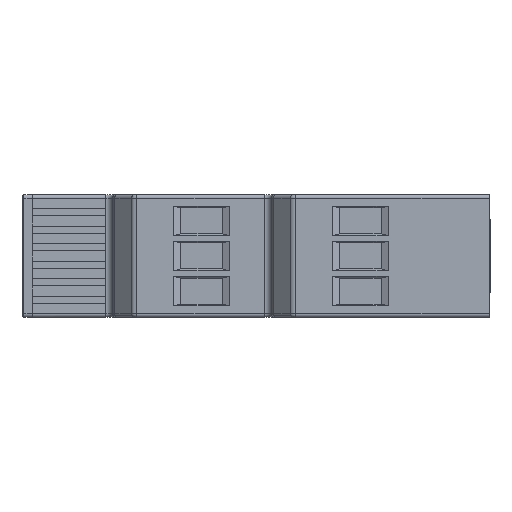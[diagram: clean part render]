
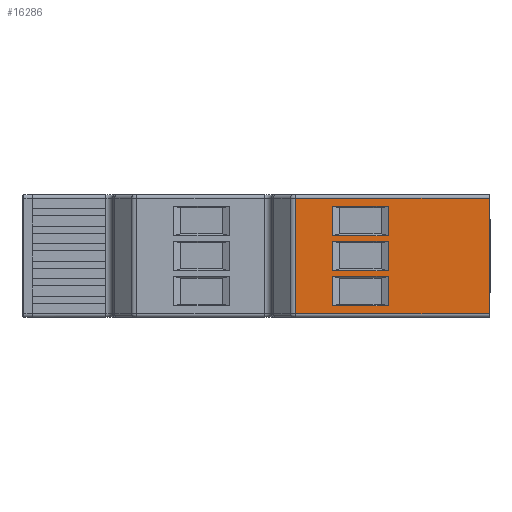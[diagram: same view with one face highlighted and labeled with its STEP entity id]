
A CAD part, left-side view. The second image highlights one B-rep face of the part: STEP entity #16286.
In plain terms, the highlighted planar face has unit normal (-1, 0, 0).
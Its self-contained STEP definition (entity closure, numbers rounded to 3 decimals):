
#121 = DIRECTION ( 'NONE',  ( 0., 1., 0. ) ) ;
#130 = CARTESIAN_POINT ( 'NONE',  ( -64.506, -19.814, 92.5 ) ) ;
#360 = ORIENTED_EDGE ( 'NONE', *, *, #12415, .T. ) ;
#1222 = VERTEX_POINT ( 'NONE', #9130 ) ;
#1248 = EDGE_CURVE ( 'NONE', #8517, #2331, #15935, .T. ) ;
#1350 = DIRECTION ( 'NONE',  ( 0., 1., 0. ) ) ;
#1396 = EDGE_CURVE ( 'NONE', #13320, #9069, #4908, .T. ) ;
#1820 = VECTOR ( 'NONE', #13747, 1000. ) ;
#1842 = ORIENTED_EDGE ( 'NONE', *, *, #18107, .T. ) ;
#1861 = DIRECTION ( 'NONE',  ( 0., 0., 1. ) ) ;
#2024 = CARTESIAN_POINT ( 'NONE',  ( -64.506, -27.714, 93.3 ) ) ;
#2331 = VERTEX_POINT ( 'NONE', #4222 ) ;
#2369 = LINE ( 'NONE', #9108, #9230 ) ;
#2412 = CARTESIAN_POINT ( 'NONE',  ( -64.506, -42.114, 98.65 ) ) ;
#2470 = CARTESIAN_POINT ( 'NONE',  ( -64.506, -14.528, 81.65 ) ) ;
#2644 = CARTESIAN_POINT ( 'NONE',  ( -64.506, -19.814, 81.65 ) ) ;
#3164 = CARTESIAN_POINT ( 'NONE',  ( -64.506, -36.114, 82.15 ) ) ;
#3363 = VERTEX_POINT ( 'NONE', #20927 ) ;
#3392 = VECTOR ( 'NONE', #1350, 1000. ) ;
#3401 = VERTEX_POINT ( 'NONE', #14828 ) ;
#3506 = PLANE ( 'NONE',  #8655 ) ;
#3547 = ORIENTED_EDGE ( 'NONE', *, *, #19509, .F. ) ;
#4018 = EDGE_CURVE ( 'NONE', #18704, #19424, #12062, .T. ) ;
#4070 = ORIENTED_EDGE ( 'NONE', *, *, #1396, .T. ) ;
#4124 = CARTESIAN_POINT ( 'NONE',  ( -64.506, -35.114, 97.5 ) ) ;
#4213 = ORIENTED_EDGE ( 'NONE', *, *, #13312, .T. ) ;
#4222 = CARTESIAN_POINT ( 'NONE',  ( -64.506, -27.714, 83.3 ) ) ;
#4780 = ORIENTED_EDGE ( 'NONE', *, *, #18262, .T. ) ;
#4811 = ORIENTED_EDGE ( 'NONE', *, *, #9847, .T. ) ;
#4849 = CARTESIAN_POINT ( 'NONE',  ( -64.506, -27.714, 81.65 ) ) ;
#4908 = LINE ( 'NONE', #13886, #6818 ) ;
#5000 = ORIENTED_EDGE ( 'NONE', *, *, #5566, .T. ) ;
#5296 = DIRECTION ( 'NONE',  ( 0., 0., -1. ) ) ;
#5331 = CARTESIAN_POINT ( 'NONE',  ( -64.506, -19.814, 81.65 ) ) ;
#5560 = LINE ( 'NONE', #4124, #10421 ) ;
#5566 = EDGE_CURVE ( 'NONE', #12617, #14297, #9021, .T. ) ;
#5620 = VECTOR ( 'NONE', #6696, 1000. ) ;
#5991 = DIRECTION ( 'NONE',  ( 0., -1., 0. ) ) ;
#6246 = VERTEX_POINT ( 'NONE', #15830 ) ;
#6696 = DIRECTION ( 'NONE',  ( 0., -1., 0. ) ) ;
#6818 = VECTOR ( 'NONE', #20549, 1000. ) ;
#6853 = CARTESIAN_POINT ( 'NONE',  ( -64.506, -35.114, 98.65 ) ) ;
#6871 = LINE ( 'NONE', #13661, #16510 ) ;
#6924 = VERTEX_POINT ( 'NONE', #9836 ) ;
#7058 = EDGE_CURVE ( 'NONE', #9069, #6924, #17205, .T. ) ;
#7097 = EDGE_CURVE ( 'NONE', #12117, #12617, #18748, .T. ) ;
#7352 = EDGE_CURVE ( 'NONE', #18022, #13320, #13498, .T. ) ;
#8094 = ORIENTED_EDGE ( 'NONE', *, *, #12491, .T. ) ;
#8210 = VECTOR ( 'NONE', #1861, 1000. ) ;
#8517 = VERTEX_POINT ( 'NONE', #14772 ) ;
#8553 = CARTESIAN_POINT ( 'NONE',  ( -64.506, -14.528, 98.65 ) ) ;
#8655 = AXIS2_PLACEMENT_3D ( 'NONE', #17519, #14157, #15631 ) ;
#9021 = LINE ( 'NONE', #2470, #14865 ) ;
#9069 = VERTEX_POINT ( 'NONE', #18144 ) ;
#9108 = CARTESIAN_POINT ( 'NONE',  ( -64.506, -27.714, 81.65 ) ) ;
#9123 = EDGE_CURVE ( 'NONE', #6246, #3401, #20463, .T. ) ;
#9130 = CARTESIAN_POINT ( 'NONE',  ( -64.506, -27.714, 97.5 ) ) ;
#9131 = ORIENTED_EDGE ( 'NONE', *, *, #1248, .T. ) ;
#9230 = VECTOR ( 'NONE', #14458, 1000. ) ;
#9306 = VECTOR ( 'NONE', #121, 1000. ) ;
#9836 = CARTESIAN_POINT ( 'NONE',  ( -64.506, -27.714, 88.3 ) ) ;
#9847 = EDGE_CURVE ( 'NONE', #2331, #6246, #11284, .T. ) ;
#10236 = EDGE_LOOP ( 'NONE', ( #360, #9131, #4811, #11917 ) ) ;
#10421 = VECTOR ( 'NONE', #11113, 1000. ) ;
#11113 = DIRECTION ( 'NONE',  ( 0., -1., 0. ) ) ;
#11284 = LINE ( 'NONE', #21301, #3392 ) ;
#11866 = VECTOR ( 'NONE', #12011, 1000. ) ;
#11917 = ORIENTED_EDGE ( 'NONE', *, *, #9123, .T. ) ;
#12011 = DIRECTION ( 'NONE',  ( 0., 0., 1. ) ) ;
#12062 = LINE ( 'NONE', #20740, #21740 ) ;
#12117 = VERTEX_POINT ( 'NONE', #2412 ) ;
#12369 = CARTESIAN_POINT ( 'NONE',  ( -64.506, -27.714, 81.65 ) ) ;
#12415 = EDGE_CURVE ( 'NONE', #3401, #8517, #18025, .T. ) ;
#12491 = EDGE_CURVE ( 'NONE', #1222, #18704, #2369, .T. ) ;
#12617 = VERTEX_POINT ( 'NONE', #8553 ) ;
#12841 = LINE ( 'NONE', #2644, #19655 ) ;
#12877 = VECTOR ( 'NONE', #16762, 1000. ) ;
#13312 = EDGE_CURVE ( 'NONE', #6924, #18022, #19198, .T. ) ;
#13320 = VERTEX_POINT ( 'NONE', #130 ) ;
#13379 = LINE ( 'NONE', #3164, #5620 ) ;
#13480 = EDGE_LOOP ( 'NONE', ( #4070, #21725, #4213, #14290 ) ) ;
#13498 = LINE ( 'NONE', #18383, #8210 ) ;
#13661 = CARTESIAN_POINT ( 'NONE',  ( -64.506, -42.114, 189.749 ) ) ;
#13747 = DIRECTION ( 'NONE',  ( 0., 1., 0. ) ) ;
#13883 = CARTESIAN_POINT ( 'NONE',  ( -64.506, -19.814, 97.5 ) ) ;
#13886 = CARTESIAN_POINT ( 'NONE',  ( -64.506, -35.114, 92.5 ) ) ;
#13922 = CARTESIAN_POINT ( 'NONE',  ( -64.506, -19.814, 93.3 ) ) ;
#13979 = CARTESIAN_POINT ( 'NONE',  ( -64.506, -19.814, 88.3 ) ) ;
#14157 = DIRECTION ( 'NONE',  ( 1., 0., 0. ) ) ;
#14264 = CARTESIAN_POINT ( 'NONE',  ( -64.506, -14.528, 82.15 ) ) ;
#14290 = ORIENTED_EDGE ( 'NONE', *, *, #7352, .T. ) ;
#14297 = VERTEX_POINT ( 'NONE', #14264 ) ;
#14458 = DIRECTION ( 'NONE',  ( 0., 0., -1. ) ) ;
#14772 = CARTESIAN_POINT ( 'NONE',  ( -64.506, -27.714, 87.5 ) ) ;
#14828 = CARTESIAN_POINT ( 'NONE',  ( -64.506, -19.814, 87.5 ) ) ;
#14865 = VECTOR ( 'NONE', #16136, 1000. ) ;
#15631 = DIRECTION ( 'NONE',  ( 0., -1., 0. ) ) ;
#15642 = CARTESIAN_POINT ( 'NONE',  ( -64.506, -35.114, 88.3 ) ) ;
#15666 = EDGE_LOOP ( 'NONE', ( #4780, #8094, #18768, #1842 ) ) ;
#15830 = CARTESIAN_POINT ( 'NONE',  ( -64.506, -19.814, 83.3 ) ) ;
#15935 = LINE ( 'NONE', #12369, #18168 ) ;
#15993 = VECTOR ( 'NONE', #5991, 1000. ) ;
#16042 = ORIENTED_EDGE ( 'NONE', *, *, #21687, .T. ) ;
#16136 = DIRECTION ( 'NONE',  ( 0., 0., -1. ) ) ;
#16286 = ADVANCED_FACE ( 'NONE', ( #16869, #21948, #18648, #16632 ), #3506, .F. ) ;
#16510 = VECTOR ( 'NONE', #5296, 1000. ) ;
#16632 = FACE_OUTER_BOUND ( 'NONE', #17906, .T. ) ;
#16762 = DIRECTION ( 'NONE',  ( 0., 0., -1. ) ) ;
#16812 = ORIENTED_EDGE ( 'NONE', *, *, #7097, .T. ) ;
#16867 = DIRECTION ( 'NONE',  ( 0., 1., 0. ) ) ;
#16869 = FACE_BOUND ( 'NONE', #15666, .T. ) ;
#17205 = LINE ( 'NONE', #4849, #12877 ) ;
#17519 = CARTESIAN_POINT ( 'NONE',  ( -64.506, -35.114, 81.65 ) ) ;
#17906 = EDGE_LOOP ( 'NONE', ( #16042, #3547, #16812, #5000 ) ) ;
#18022 = VERTEX_POINT ( 'NONE', #13979 ) ;
#18025 = LINE ( 'NONE', #19371, #15993 ) ;
#18107 = EDGE_CURVE ( 'NONE', #19424, #20414, #12841, .T. ) ;
#18144 = CARTESIAN_POINT ( 'NONE',  ( -64.506, -27.714, 92.5 ) ) ;
#18168 = VECTOR ( 'NONE', #20612, 1000. ) ;
#18262 = EDGE_CURVE ( 'NONE', #20414, #1222, #5560, .T. ) ;
#18383 = CARTESIAN_POINT ( 'NONE',  ( -64.506, -19.814, 81.65 ) ) ;
#18648 = FACE_BOUND ( 'NONE', #10236, .T. ) ;
#18704 = VERTEX_POINT ( 'NONE', #2024 ) ;
#18748 = LINE ( 'NONE', #6853, #9306 ) ;
#18768 = ORIENTED_EDGE ( 'NONE', *, *, #4018, .T. ) ;
#19198 = LINE ( 'NONE', #15642, #1820 ) ;
#19371 = CARTESIAN_POINT ( 'NONE',  ( -64.506, -35.114, 87.5 ) ) ;
#19424 = VERTEX_POINT ( 'NONE', #13922 ) ;
#19509 = EDGE_CURVE ( 'NONE', #12117, #3363, #6871, .T. ) ;
#19636 = DIRECTION ( 'NONE',  ( 0., 0., 1. ) ) ;
#19655 = VECTOR ( 'NONE', #19636, 1000. ) ;
#20414 = VERTEX_POINT ( 'NONE', #13883 ) ;
#20463 = LINE ( 'NONE', #5331, #11866 ) ;
#20549 = DIRECTION ( 'NONE',  ( 0., -1., 0. ) ) ;
#20612 = DIRECTION ( 'NONE',  ( 0., 0., -1. ) ) ;
#20740 = CARTESIAN_POINT ( 'NONE',  ( -64.506, -35.114, 93.3 ) ) ;
#20927 = CARTESIAN_POINT ( 'NONE',  ( -64.506, -42.114, 82.15 ) ) ;
#21301 = CARTESIAN_POINT ( 'NONE',  ( -64.506, -35.114, 83.3 ) ) ;
#21687 = EDGE_CURVE ( 'NONE', #14297, #3363, #13379, .T. ) ;
#21725 = ORIENTED_EDGE ( 'NONE', *, *, #7058, .T. ) ;
#21740 = VECTOR ( 'NONE', #16867, 1000. ) ;
#21948 = FACE_BOUND ( 'NONE', #13480, .T. ) ;
